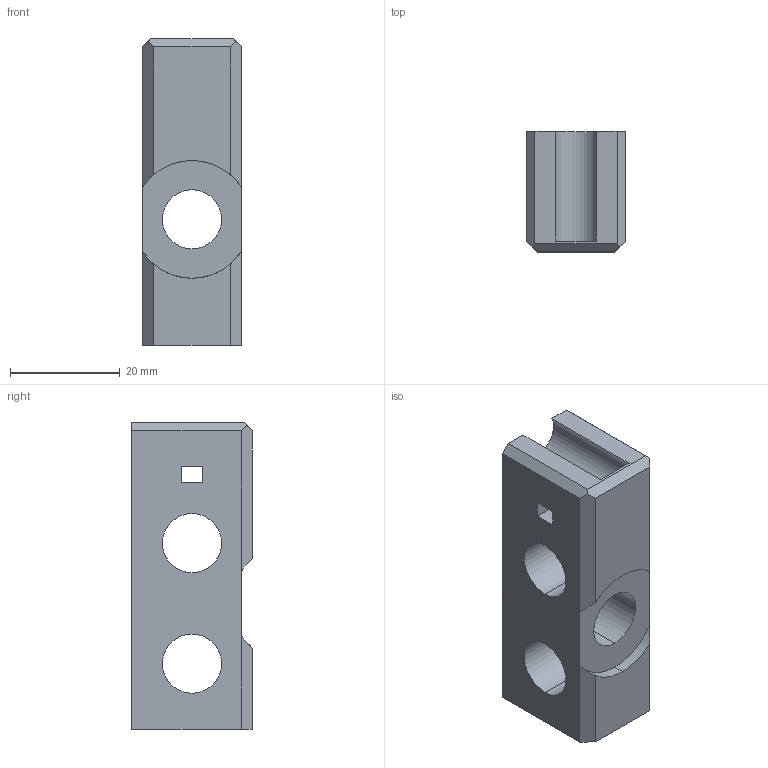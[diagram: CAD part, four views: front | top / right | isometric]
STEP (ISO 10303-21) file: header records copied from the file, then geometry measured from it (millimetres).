
FILE_DESCRIPTION (( 'STEP AP203' ), '1' );
FILE_NAME ('Y_CORNER.STEP' );
FILE_SCHEMA (( 'CONFIG_CONTROL_DESIGN' ));
Length unit declared in the file: millimetre
Products named in the file (1): Y_CORNER
Bounding box: 18 x 22 x 56 mm (x, y, z)
Volume: 15049.8 mm3; surface area: 6905.7 mm2
Topology: 1 solids, 1 shells, 30 faces, 80 edges, 52 vertices
Faces by surface type: plane 20, cylinder 10
Entity records: 1025 total; most frequent: CARTESIAN_POINT 175, ORIENTED_EDGE 160, DIRECTION 158, EDGE_CURVE 80, VECTOR 56, LINE 56, VERTEX_POINT 52, AXIS2_PLACEMENT_3D 51
